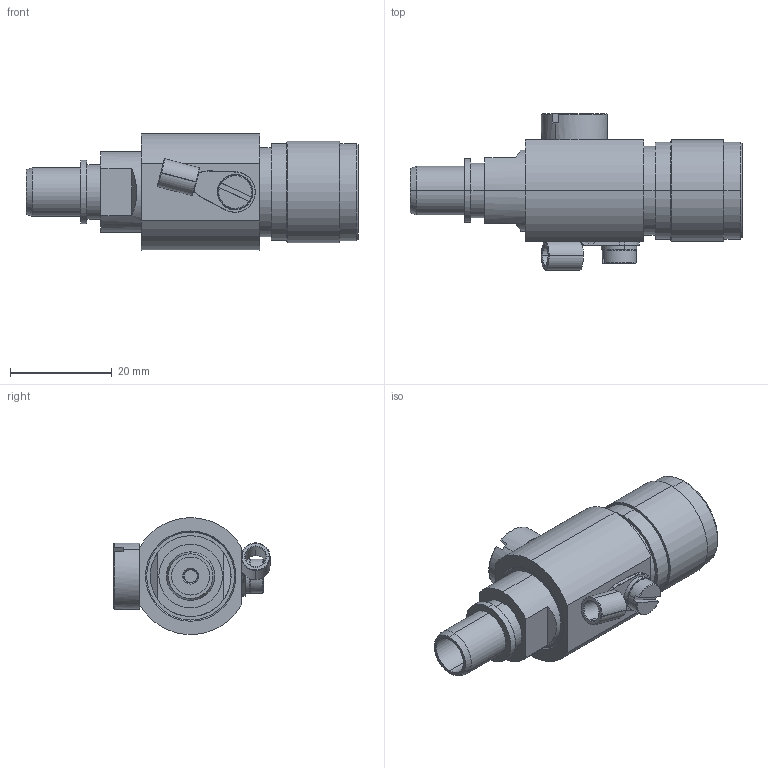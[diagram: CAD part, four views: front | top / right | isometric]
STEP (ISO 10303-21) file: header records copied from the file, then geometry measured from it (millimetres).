
FILE_DESCRIPTION (( 'STEP AP214' ), '1' );
FILE_NAME ('AL6-NM-14-9.STEP', '2018-10-25T19:01:55', ( '' ), ( '' ), 'SwSTEP 2.0', 'SolidWorks 2017', '' );
FILE_SCHEMA (( 'AUTOMOTIVE_DESIGN' ));
Length unit declared in the file: inch
Products named in the file (9): AL6-NM-14-9-MA6; AL6-NM-14-9-MA1; AL6-NM-14-9-MA11; AL6-NM-14-9-MA10; AL6-NM-14-9; AL6-NM-14-9-MA9; AL6-NM-14-9-MA4; AL6-NM-14-9-MA7; AL6-NM-14-9-MA5
Assembly tree (8 placements, depth 2):
  AL6-NM-14-9
    AL6-NM-14-9-MA1
    AL6-NM-14-9-MA5
    AL6-NM-14-9-MA4
    AL6-NM-14-9-MA6
    AL6-NM-14-9-MA7
    AL6-NM-14-9-MA9
    AL6-NM-14-9-MA10
    AL6-NM-14-9-MA11
Bounding box: 65.33 x 30.71 x 22.97 mm (x, y, z)
Volume: 15518.9 mm3; surface area: 8586.6 mm2
Topology: 8 solids, 8 shells, 471 faces, 1083 edges, 653 vertices
Faces by surface type: cylinder 156, plane 120, torus 87, cone 84, bspline 22, sphere 2
Entity records: 15567 total; most frequent: CARTESIAN_POINT 4155, DIRECTION 2404, ORIENTED_EDGE 2166, EDGE_CURVE 1083, AXIS2_PLACEMENT_3D 985, VERTEX_POINT 653, CIRCLE 525, EDGE_LOOP 502
